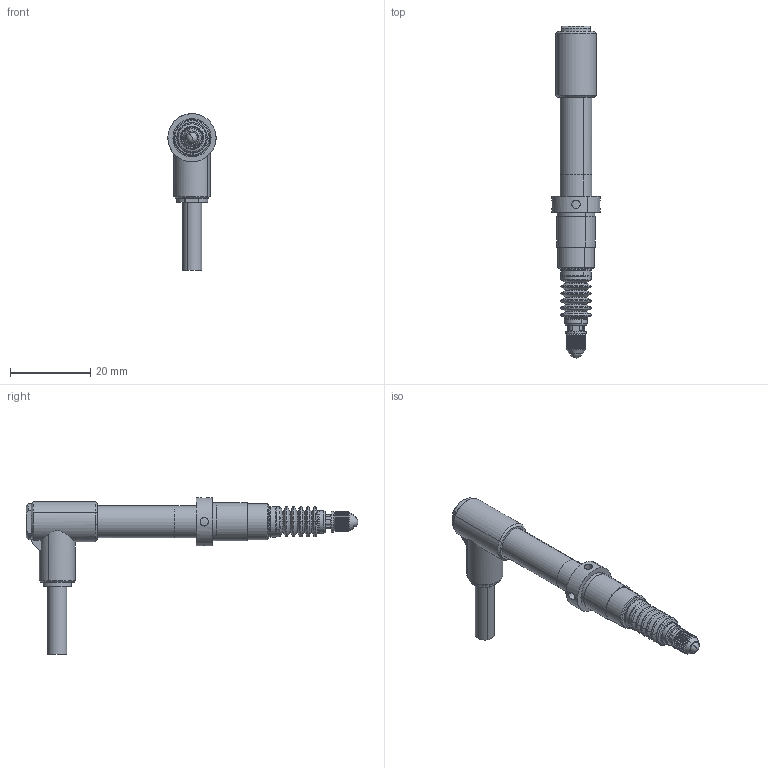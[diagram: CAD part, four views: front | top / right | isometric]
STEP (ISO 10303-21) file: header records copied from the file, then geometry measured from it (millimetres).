
FILE_DESCRIPTION(('CATIA V5 STEP'),'2;1');
FILE_NAME('805SFLR.stp','2017-08-10T04:58:56+00:00',('none'),('none'),'CATIA Version 5 Release 19 SP 6 (IN-10)','CATIA V5 STEP AP214','none');
FILE_SCHEMA(('AUTOMOTIVE_DESIGN { 1 0 10303 214 1 1 1 1 }'));
Length unit declared in the file: millimetre
Products named in the file (1): 805SFLR
Bounding box: 12 x 82.7 x 39 mm (x, y, z)
Volume: 5584.8 mm3; surface area: 3254.2 mm2
Topology: 1 solids, 1 shells, 332 faces, 844 edges, 529 vertices
Faces by surface type: cylinder 139, plane 82, torus 56, cone 53, sphere 2
Entity records: 10318 total; most frequent: CARTESIAN_POINT 3080, ORIENTED_EDGE 1684, DIRECTION 1139, EDGE_CURVE 842, AXIS2_PLACEMENT_3D 570, VERTEX_POINT 529, EDGE_LOOP 351, ADVANCED_FACE 332
